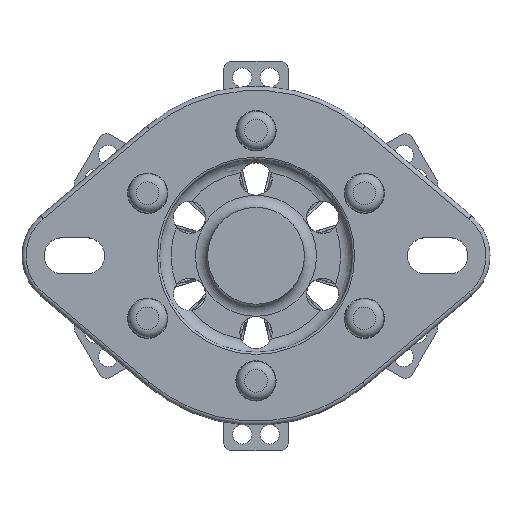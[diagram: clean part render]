
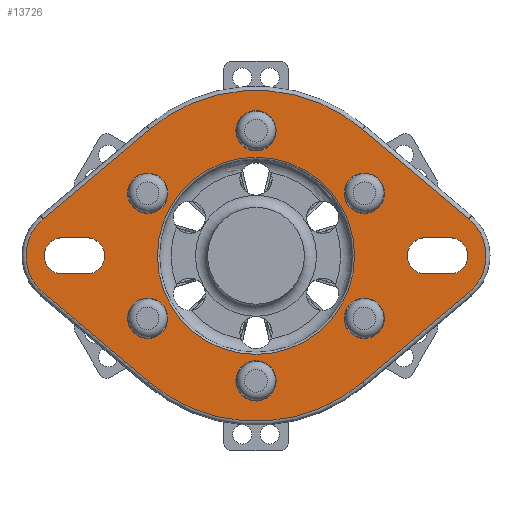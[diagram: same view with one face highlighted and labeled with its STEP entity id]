
A CAD part, top view. The second image highlights one B-rep face of the part: STEP entity #13726.
In plain terms, the highlighted planar face has unit normal (0, 0, 1).
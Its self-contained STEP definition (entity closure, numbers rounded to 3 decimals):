
#176=FACE_BOUND('',#4820,.T.);
#177=FACE_BOUND('',#4821,.T.);
#178=FACE_BOUND('',#4822,.T.);
#179=FACE_BOUND('',#4823,.T.);
#180=FACE_BOUND('',#4824,.T.);
#181=FACE_BOUND('',#4825,.T.);
#182=FACE_BOUND('',#4826,.T.);
#183=FACE_BOUND('',#4827,.T.);
#184=FACE_BOUND('',#4828,.T.);
#265=PLANE('',#14967);
#799=LINE('',#20553,#2281);
#802=LINE('',#20568,#2284);
#803=LINE('',#20572,#2285);
#816=LINE('',#20697,#2298);
#828=LINE('',#20827,#2310);
#829=LINE('',#20830,#2311);
#830=LINE('',#20834,#2312);
#831=LINE('',#20838,#2313);
#2281=VECTOR('',#16311,1.);
#2284=VECTOR('',#16328,1.);
#2285=VECTOR('',#16331,1.);
#2298=VECTOR('',#16372,1.);
#2310=VECTOR('',#16530,1.);
#2311=VECTOR('',#16533,1.);
#2312=VECTOR('',#16536,1.);
#2313=VECTOR('',#16541,1.);
#4023=FACE_OUTER_BOUND('',#4819,.T.);
#4819=EDGE_LOOP('',(#9747,#9748,#9749,#9750,#9751,#9752,#9753,#9754));
#4820=EDGE_LOOP('',(#9755,#9756,#9757,#9758));
#4821=EDGE_LOOP('',(#9759));
#4822=EDGE_LOOP('',(#9760));
#4823=EDGE_LOOP('',(#9761));
#4824=EDGE_LOOP('',(#9762));
#4825=EDGE_LOOP('',(#9763,#9764,#9765,#9766));
#4826=EDGE_LOOP('',(#9767));
#4827=EDGE_LOOP('',(#9768));
#4828=EDGE_LOOP('',(#9769));
#5658=CIRCLE('',#14857,2.5);
#5662=CIRCLE('',#14864,2.5);
#5665=CIRCLE('',#14870,2.5);
#5669=CIRCLE('',#14877,20.5);
#5695=CIRCLE('',#14916,2.25);
#5699=CIRCLE('',#14922,6.);
#5718=CIRCLE('',#14947,2.5);
#5722=CIRCLE('',#14954,2.5);
#5725=CIRCLE('',#14960,2.5);
#5726=CIRCLE('',#14963,12.215);
#5730=CIRCLE('',#14968,6.);
#5731=CIRCLE('',#14969,20.5);
#5732=CIRCLE('',#14970,2.25);
#5733=CIRCLE('',#14971,2.25);
#5734=CIRCLE('',#14972,2.25);
#6215=VERTEX_POINT('',#20520);
#6219=VERTEX_POINT('',#20533);
#6222=VERTEX_POINT('',#20544);
#6223=VERTEX_POINT('',#20549);
#6225=VERTEX_POINT('',#20552);
#6227=VERTEX_POINT('',#20558);
#6230=VERTEX_POINT('',#20566);
#6231=VERTEX_POINT('',#20570);
#6232=VERTEX_POINT('',#20571);
#6248=VERTEX_POINT('',#20695);
#6249=VERTEX_POINT('',#20696);
#6264=VERTEX_POINT('',#20735);
#6268=VERTEX_POINT('',#20747);
#6282=VERTEX_POINT('',#20787);
#6286=VERTEX_POINT('',#20800);
#6289=VERTEX_POINT('',#20811);
#6290=VERTEX_POINT('',#20816);
#6293=VERTEX_POINT('',#20824);
#6294=VERTEX_POINT('',#20826);
#6295=VERTEX_POINT('',#20828);
#6296=VERTEX_POINT('',#20831);
#6297=VERTEX_POINT('',#20833);
#6298=VERTEX_POINT('',#20836);
#7527=EDGE_CURVE('',#6215,#6215,#5658,.T.);
#7533=EDGE_CURVE('',#6219,#6219,#5662,.T.);
#7538=EDGE_CURVE('',#6222,#6222,#5665,.T.);
#7540=EDGE_CURVE('',#6225,#6223,#799,.T.);
#7544=EDGE_CURVE('',#6223,#6227,#5669,.T.);
#7548=EDGE_CURVE('',#6227,#6230,#802,.T.);
#7549=EDGE_CURVE('',#6231,#6232,#803,.T.);
#7572=EDGE_CURVE('',#6248,#6249,#816,.T.);
#7592=EDGE_CURVE('',#6232,#6264,#5695,.T.);
#7598=EDGE_CURVE('',#6225,#6268,#5699,.T.);
#7619=EDGE_CURVE('',#6282,#6282,#5718,.T.);
#7625=EDGE_CURVE('',#6286,#6286,#5722,.T.);
#7630=EDGE_CURVE('',#6289,#6289,#5725,.T.);
#7631=EDGE_CURVE('',#6290,#6290,#5726,.T.);
#7635=EDGE_CURVE('',#6293,#6230,#5730,.T.);
#7636=EDGE_CURVE('',#6294,#6293,#828,.T.);
#7637=EDGE_CURVE('',#6295,#6294,#5731,.T.);
#7638=EDGE_CURVE('',#6268,#6295,#829,.T.);
#7639=EDGE_CURVE('',#6248,#6296,#5732,.T.);
#7640=EDGE_CURVE('',#6296,#6297,#830,.T.);
#7641=EDGE_CURVE('',#6297,#6249,#5733,.T.);
#7642=EDGE_CURVE('',#6231,#6298,#5734,.T.);
#7643=EDGE_CURVE('',#6298,#6264,#831,.T.);
#9747=ORIENTED_EDGE('',*,*,#7598,.F.);
#9748=ORIENTED_EDGE('',*,*,#7540,.T.);
#9749=ORIENTED_EDGE('',*,*,#7544,.T.);
#9750=ORIENTED_EDGE('',*,*,#7548,.T.);
#9751=ORIENTED_EDGE('',*,*,#7635,.F.);
#9752=ORIENTED_EDGE('',*,*,#7636,.F.);
#9753=ORIENTED_EDGE('',*,*,#7637,.F.);
#9754=ORIENTED_EDGE('',*,*,#7638,.F.);
#9755=ORIENTED_EDGE('',*,*,#7639,.T.);
#9756=ORIENTED_EDGE('',*,*,#7640,.T.);
#9757=ORIENTED_EDGE('',*,*,#7641,.T.);
#9758=ORIENTED_EDGE('',*,*,#7572,.F.);
#9759=ORIENTED_EDGE('',*,*,#7631,.F.);
#9760=ORIENTED_EDGE('',*,*,#7527,.F.);
#9761=ORIENTED_EDGE('',*,*,#7538,.F.);
#9762=ORIENTED_EDGE('',*,*,#7533,.F.);
#9763=ORIENTED_EDGE('',*,*,#7592,.F.);
#9764=ORIENTED_EDGE('',*,*,#7549,.F.);
#9765=ORIENTED_EDGE('',*,*,#7642,.T.);
#9766=ORIENTED_EDGE('',*,*,#7643,.T.);
#9767=ORIENTED_EDGE('',*,*,#7625,.T.);
#9768=ORIENTED_EDGE('',*,*,#7630,.T.);
#9769=ORIENTED_EDGE('',*,*,#7619,.T.);
#13726=ADVANCED_FACE('',(#4023,#176,#177,#178,#179,#180,#181,#182,#183,
#184),#265,.F.);
#14857=AXIS2_PLACEMENT_3D('',#20522,#16273,#16274);
#14864=AXIS2_PLACEMENT_3D('',#20535,#16289,#16290);
#14870=AXIS2_PLACEMENT_3D('',#20546,#16303,#16304);
#14877=AXIS2_PLACEMENT_3D('',#20561,#16319,#16320);
#14916=AXIS2_PLACEMENT_3D('',#20736,#16416,#16417);
#14922=AXIS2_PLACEMENT_3D('',#20748,#16430,#16431);
#14947=AXIS2_PLACEMENT_3D('',#20789,#16482,#16483);
#14954=AXIS2_PLACEMENT_3D('',#20802,#16498,#16499);
#14960=AXIS2_PLACEMENT_3D('',#20813,#16512,#16513);
#14963=AXIS2_PLACEMENT_3D('',#20817,#16518,#16519);
#14967=AXIS2_PLACEMENT_3D('',#20823,#16526,#16527);
#14968=AXIS2_PLACEMENT_3D('',#20825,#16528,#16529);
#14969=AXIS2_PLACEMENT_3D('',#20829,#16531,#16532);
#14970=AXIS2_PLACEMENT_3D('',#20832,#16534,#16535);
#14971=AXIS2_PLACEMENT_3D('',#20835,#16537,#16538);
#14972=AXIS2_PLACEMENT_3D('',#20837,#16539,#16540);
#16273=DIRECTION('center_axis',(0.,0.,1.));
#16274=DIRECTION('ref_axis',(1.,0.,0.));
#16289=DIRECTION('center_axis',(0.,0.,1.));
#16290=DIRECTION('ref_axis',(1.,0.,0.));
#16303=DIRECTION('center_axis',(0.,0.,1.));
#16304=DIRECTION('ref_axis',(1.,0.,0.));
#16311=DIRECTION('',(-0.765,0.644,0.));
#16319=DIRECTION('center_axis',(0.,0.,1.));
#16320=DIRECTION('ref_axis',(0.,1.,0.));
#16328=DIRECTION('',(-0.765,-0.644,0.));
#16331=DIRECTION('',(-1.,0.,0.));
#16372=DIRECTION('',(-1.,0.,0.));
#16416=DIRECTION('center_axis',(0.,0.,1.));
#16417=DIRECTION('ref_axis',(1.,0.,0.));
#16430=DIRECTION('center_axis',(0.,0.,-1.));
#16431=DIRECTION('ref_axis',(1.,0.,0.));
#16482=DIRECTION('center_axis',(0.,0.,-1.));
#16483=DIRECTION('ref_axis',(1.,0.,0.));
#16498=DIRECTION('center_axis',(0.,0.,-1.));
#16499=DIRECTION('ref_axis',(1.,0.,0.));
#16512=DIRECTION('center_axis',(0.,0.,-1.));
#16513=DIRECTION('ref_axis',(1.,0.,0.));
#16518=DIRECTION('center_axis',(0.,0.,1.));
#16519=DIRECTION('ref_axis',(1.,0.,0.));
#16526=DIRECTION('center_axis',(0.,0.,-1.));
#16527=DIRECTION('ref_axis',(1.,0.,0.));
#16528=DIRECTION('center_axis',(0.,0.,-1.));
#16529=DIRECTION('ref_axis',(-1.,0.,0.));
#16530=DIRECTION('',(-0.765,0.644,0.));
#16531=DIRECTION('center_axis',(0.,0.,-1.));
#16532=DIRECTION('ref_axis',(0.,-1.,0.));
#16533=DIRECTION('',(-0.765,-0.644,0.));
#16534=DIRECTION('center_axis',(0.,0.,-1.));
#16535=DIRECTION('ref_axis',(1.,0.,0.));
#16536=DIRECTION('',(-1.,0.,0.));
#16537=DIRECTION('center_axis',(0.,0.,-1.));
#16538=DIRECTION('ref_axis',(1.,0.,0.));
#16539=DIRECTION('center_axis',(0.,0.,-1.));
#16540=DIRECTION('ref_axis',(1.,0.,0.));
#16541=DIRECTION('',(-1.,0.,0.));
#20520=CARTESIAN_POINT('',(-14.673,5.585,0.6));
#20522=CARTESIAN_POINT('Origin',(-13.423,7.75,0.6));
#20533=CARTESIAN_POINT('',(12.173,9.915,0.6));
#20535=CARTESIAN_POINT('Origin',(13.423,7.75,0.6));
#20544=CARTESIAN_POINT('',(-2.5,15.5,0.6));
#20546=CARTESIAN_POINT('Origin',(0.,15.5,0.6));
#20549=CARTESIAN_POINT('',(13.211,15.675,0.6));
#20552=CARTESIAN_POINT('',(26.367,4.588,0.6));
#20553=CARTESIAN_POINT('',(13.211,15.675,0.6));
#20558=CARTESIAN_POINT('',(-13.211,15.675,0.6));
#20561=CARTESIAN_POINT('Origin',(0.,0.,
0.6));
#20566=CARTESIAN_POINT('',(-26.367,4.588,0.6));
#20568=CARTESIAN_POINT('',(-19.789,10.132,0.6));
#20570=CARTESIAN_POINT('',(-21.,2.25,0.6));
#20571=CARTESIAN_POINT('',(-24.,2.25,0.6));
#20572=CARTESIAN_POINT('',(-11.25,2.25,0.6));
#20695=CARTESIAN_POINT('',(24.,2.25,0.6));
#20696=CARTESIAN_POINT('',(21.,2.25,0.6));
#20697=CARTESIAN_POINT('',(11.25,2.25,0.6));
#20735=CARTESIAN_POINT('',(-24.,-2.25,0.6));
#20736=CARTESIAN_POINT('Origin',(-24.,0.,0.6));
#20747=CARTESIAN_POINT('',(26.367,-4.588,0.6));
#20748=CARTESIAN_POINT('Origin',(22.5,0.,0.6));
#20787=CARTESIAN_POINT('',(-14.673,-5.585,0.6));
#20789=CARTESIAN_POINT('Origin',(-13.423,-7.75,0.6));
#20800=CARTESIAN_POINT('',(12.173,-9.915,0.6));
#20802=CARTESIAN_POINT('Origin',(13.423,-7.75,0.6));
#20811=CARTESIAN_POINT('',(-2.5,-15.5,0.6));
#20813=CARTESIAN_POINT('Origin',(0.,-15.5,0.6));
#20816=CARTESIAN_POINT('',(12.215,0.,0.6));
#20817=CARTESIAN_POINT('Origin',(0.,0.,0.6));
#20823=CARTESIAN_POINT('Origin',(0.,0.,0.6));
#20824=CARTESIAN_POINT('',(-26.367,-4.588,0.6));
#20825=CARTESIAN_POINT('Origin',(-22.5,0.,0.6));
#20826=CARTESIAN_POINT('',(-13.211,-15.675,0.6));
#20827=CARTESIAN_POINT('',(-19.789,-10.132,0.6));
#20828=CARTESIAN_POINT('',(13.211,-15.675,0.6));
#20829=CARTESIAN_POINT('Origin',(0.,0.,0.6));
#20830=CARTESIAN_POINT('',(13.211,-15.675,0.6));
#20831=CARTESIAN_POINT('',(24.,-2.25,0.6));
#20832=CARTESIAN_POINT('Origin',(24.,0.,0.6));
#20833=CARTESIAN_POINT('',(21.,-2.25,0.6));
#20834=CARTESIAN_POINT('',(11.25,-2.25,0.6));
#20835=CARTESIAN_POINT('Origin',(21.,0.,0.6));
#20836=CARTESIAN_POINT('',(-21.,-2.25,0.6));
#20837=CARTESIAN_POINT('Origin',(-21.,0.,0.6));
#20838=CARTESIAN_POINT('',(-11.25,-2.25,0.6));
